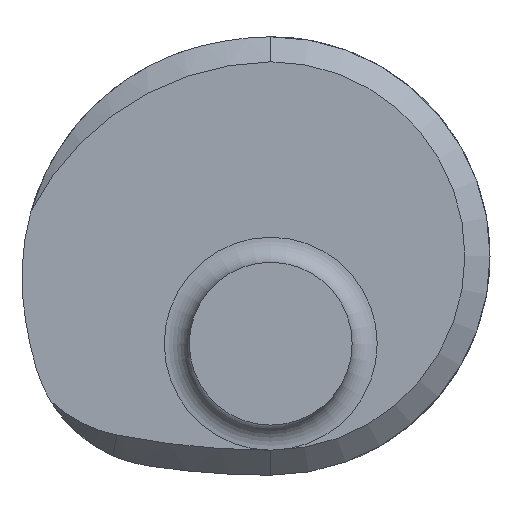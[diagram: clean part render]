
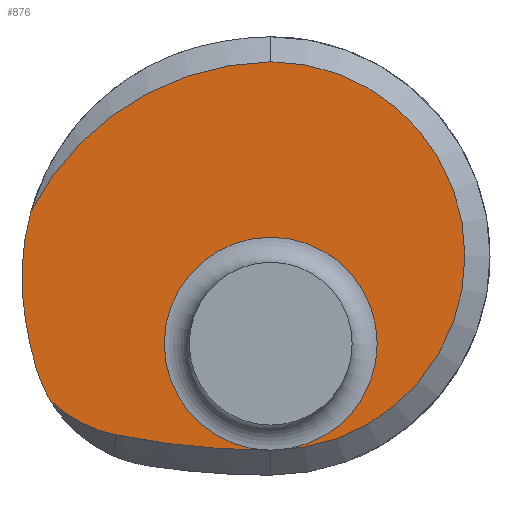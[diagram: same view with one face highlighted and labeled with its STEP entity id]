
A CAD part, front view. The second image highlights one B-rep face of the part: STEP entity #876.
In plain terms, the highlighted planar face has unit normal (0, -1, 0).
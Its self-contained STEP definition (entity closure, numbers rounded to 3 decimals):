
#23=PLANE('',#954);
#61=FACE_OUTER_BOUND('',#114,.T.);
#114=EDGE_LOOP('',(#618,#619,#620,#621,#622,#623,#624,#625,#626));
#159=CIRCLE('',#936,0.95);
#167=CIRCLE('',#949,0.55);
#170=CIRCLE('',#953,1.471);
#171=CIRCLE('',#955,0.55);
#172=CIRCLE('',#956,3.138);
#173=CIRCLE('',#957,0.425);
#174=CIRCLE('',#958,0.425);
#175=CIRCLE('',#959,0.775);
#176=CIRCLE('',#960,1.092);
#330=VERTEX_POINT('',#1318);
#341=VERTEX_POINT('',#1419);
#354=VERTEX_POINT('',#1555);
#355=VERTEX_POINT('',#1556);
#362=VERTEX_POINT('',#1599);
#363=VERTEX_POINT('',#1601);
#364=VERTEX_POINT('',#1603);
#365=VERTEX_POINT('',#1606);
#433=EDGE_CURVE('',#341,#330,#159,.T.);
#452=EDGE_CURVE('',#354,#355,#167,.T.);
#461=EDGE_CURVE('',#341,#355,#170,.T.);
#462=EDGE_CURVE('',#362,#354,#171,.T.);
#463=EDGE_CURVE('',#363,#362,#172,.T.);
#464=EDGE_CURVE('',#364,#363,#173,.T.);
#465=EDGE_CURVE('',#363,#364,#174,.T.);
#466=EDGE_CURVE('',#365,#363,#175,.T.);
#467=EDGE_CURVE('',#330,#365,#176,.T.);
#618=ORIENTED_EDGE('',*,*,#433,.F.);
#619=ORIENTED_EDGE('',*,*,#461,.T.);
#620=ORIENTED_EDGE('',*,*,#452,.F.);
#621=ORIENTED_EDGE('',*,*,#462,.F.);
#622=ORIENTED_EDGE('',*,*,#463,.F.);
#623=ORIENTED_EDGE('',*,*,#464,.F.);
#624=ORIENTED_EDGE('',*,*,#465,.F.);
#625=ORIENTED_EDGE('',*,*,#466,.F.);
#626=ORIENTED_EDGE('',*,*,#467,.F.);
#876=ADVANCED_FACE('',(#61),#23,.F.);
#936=AXIS2_PLACEMENT_3D('',#1421,#1061,#1062);
#949=AXIS2_PLACEMENT_3D('',#1557,#1090,#1091);
#953=AXIS2_PLACEMENT_3D('',#1597,#1100,#1101);
#954=AXIS2_PLACEMENT_3D('',#1598,#1102,#1103);
#955=AXIS2_PLACEMENT_3D('',#1600,#1104,#1105);
#956=AXIS2_PLACEMENT_3D('',#1602,#1106,#1107);
#957=AXIS2_PLACEMENT_3D('',#1604,#1108,#1109);
#958=AXIS2_PLACEMENT_3D('',#1605,#1110,#1111);
#959=AXIS2_PLACEMENT_3D('',#1607,#1112,#1113);
#960=AXIS2_PLACEMENT_3D('',#1608,#1114,#1115);
#1061=DIRECTION('center_axis',(0.,1.,0.));
#1062=DIRECTION('ref_axis',(-0.818,0.,0.575));
#1090=DIRECTION('center_axis',(0.,1.,0.));
#1091=DIRECTION('ref_axis',(0.152,0.,0.988));
#1100=DIRECTION('center_axis',(0.,-1.,0.));
#1101=DIRECTION('ref_axis',(-0.817,0.,-0.577));
#1102=DIRECTION('center_axis',(0.,1.,0.));
#1103=DIRECTION('ref_axis',(-1.,0.,0.));
#1104=DIRECTION('center_axis',(0.,1.,0.));
#1105=DIRECTION('ref_axis',(-0.85,0.,-0.526));
#1106=DIRECTION('center_axis',(0.,1.,0.));
#1107=DIRECTION('ref_axis',(0.,0.,-1.));
#1108=DIRECTION('center_axis',(0.,-1.,0.));
#1109=DIRECTION('ref_axis',(-1.,0.,0.));
#1110=DIRECTION('center_axis',(0.,-1.,0.));
#1111=DIRECTION('ref_axis',(-1.,0.,0.));
#1112=DIRECTION('center_axis',(0.,1.,0.));
#1113=DIRECTION('ref_axis',(0.,0.,-1.));
#1114=DIRECTION('center_axis',(0.,1.,0.));
#1115=DIRECTION('ref_axis',(-0.954,0.,-0.3));
#1318=CARTESIAN_POINT('',(2.143,-2.8,2.826));
#1419=CARTESIAN_POINT('',(2.111,-2.8,2.479));
#1421=CARTESIAN_POINT('Origin',(3.057,-2.8,2.567));
#1555=CARTESIAN_POINT('',(2.223,-2.8,2.069));
#1556=CARTESIAN_POINT('',(2.164,-2.8,2.201));
#1557=CARTESIAN_POINT('Origin',(2.692,-2.8,2.356));
#1597=CARTESIAN_POINT('Origin',(3.576,-2.8,2.616));
#1598=CARTESIAN_POINT('Origin',(2.95,-2.8,2.65));
#1599=CARTESIAN_POINT('',(2.487,-2.8,1.936));
#1600=CARTESIAN_POINT('Origin',(2.594,-2.8,2.475));
#1601=CARTESIAN_POINT('',(3.1,-2.8,1.875));
#1602=CARTESIAN_POINT('Origin',(3.101,-2.8,5.013));
#1603=CARTESIAN_POINT('',(3.1,-2.8,2.725));
#1604=CARTESIAN_POINT('Origin',(3.1,-2.8,2.3));
#1605=CARTESIAN_POINT('Origin',(3.1,-2.8,2.3));
#1606=CARTESIAN_POINT('',(3.101,-2.8,3.425));
#1607=CARTESIAN_POINT('Origin',(3.1,-2.8,2.65));
#1608=CARTESIAN_POINT('Origin',(3.118,-2.8,2.333));
